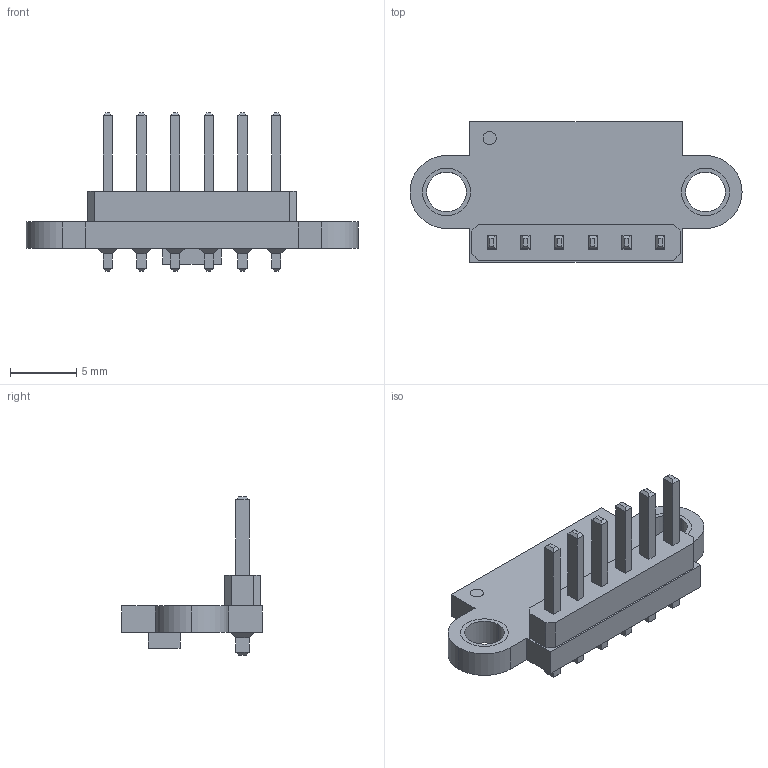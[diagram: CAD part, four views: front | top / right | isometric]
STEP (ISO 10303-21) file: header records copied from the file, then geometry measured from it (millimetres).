
FILE_DESCRIPTION (( 'STEP AP214' ), '1' );
FILE_NAME ('GY-VL53L1XV2.STEP', '2023-12-07T19:06:27', ( '' ), ( '' ), 'SwSTEP 2.0', 'SolidWorks 2022', '' );
FILE_SCHEMA (( 'AUTOMOTIVE_DESIGN' ));
Length unit declared in the file: millimetre
Products named in the file (1): GY-VL53L1XV2
Bounding box: 25 x 10.6 x 11.9 mm (x, y, z)
Volume: 539.3 mm3; surface area: 812.2 mm2
Topology: 1 solids, 1 shells, 311 faces, 747 edges, 474 vertices
Faces by surface type: plane 251, bspline 37, cylinder 23
Entity records: 14488 total; most frequent: CARTESIAN_POINT 4026, ORIENTED_EDGE 1494, DIRECTION 1269, EDGE_CURVE 747, VECTOR 627, LINE 627, VERTEX_POINT 474, EDGE_LOOP 351
